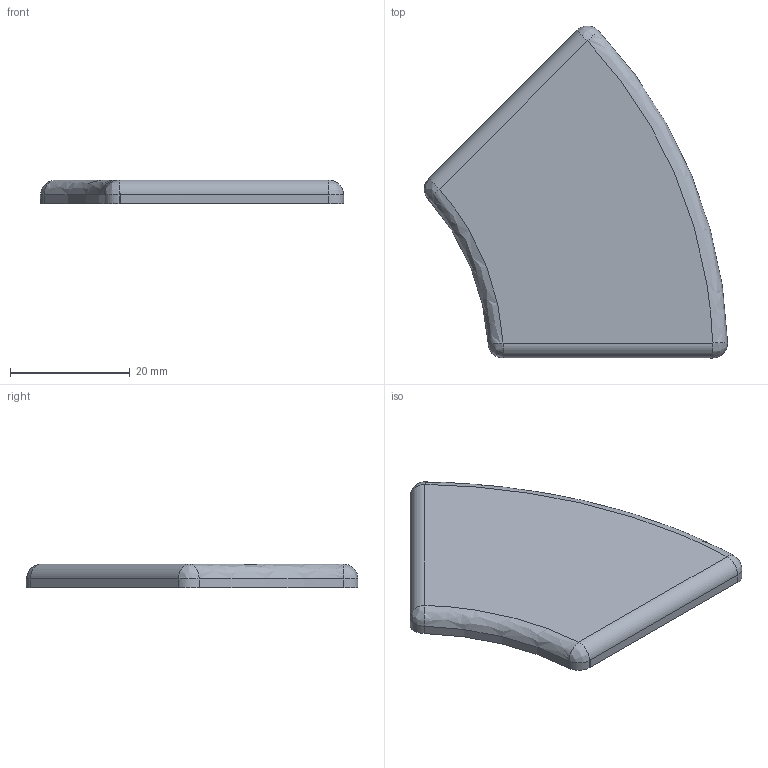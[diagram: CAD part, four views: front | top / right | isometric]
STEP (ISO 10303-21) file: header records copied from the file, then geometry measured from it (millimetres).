
FILE_DESCRIPTION (( 'STEP AP214' ), '1' );
FILE_NAME ('7138103', '2019-02-04T09:40:59', ( '' ), ('JUGARD+KÜNSTNER GmbH'), 'SwSTEP 2.0', 'SolidWorks 2017', '' );
FILE_SCHEMA (( 'AUTOMOTIVE_DESIGN' ));
Length unit declared in the file: millimetre
Products named in the file (1): 7138103_CNAJF00
Bounding box: 50.69 x 55.5 x 4 mm (x, y, z)
Volume: 7294.7 mm3; surface area: 4253.8 mm2
Topology: 1 solids, 1 shells, 21 faces, 49 edges, 28 vertices
Faces by surface type: cylinder 9, plane 6, bspline 6
Entity records: 687 total; most frequent: CARTESIAN_POINT 201, DIRECTION 98, ORIENTED_EDGE 94, EDGE_CURVE 47, AXIS2_PLACEMENT_3D 39, VERTEX_POINT 28, CIRCLE 23, FACE_OUTER_BOUND 21
